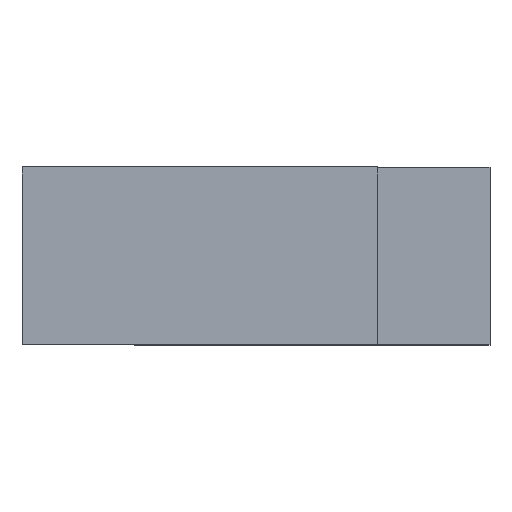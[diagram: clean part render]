
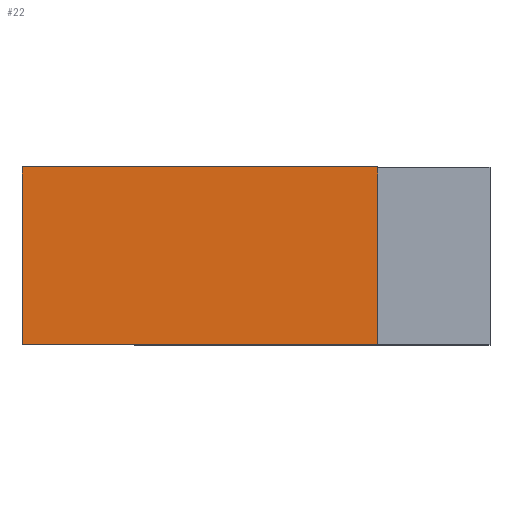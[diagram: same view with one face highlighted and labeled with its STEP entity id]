
A CAD part, top view. The second image highlights one B-rep face of the part: STEP entity #22.
In plain terms, the highlighted planar face has unit normal (0, 0, 1).
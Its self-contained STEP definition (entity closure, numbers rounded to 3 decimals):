
#4 = VERTEX_POINT ( 'NONE', #58 ) ;
#6 = ORIENTED_EDGE ( 'NONE', *, *, #386, .T. ) ;
#7 = VERTEX_POINT ( 'NONE', #59 ) ;
#8 = EDGE_LOOP ( 'NONE', ( #167, #394, #6, #19 ) ) ;
#17 = EDGE_CURVE ( 'NONE', #7, #390, #99, .T. ) ;
#19 = ORIENTED_EDGE ( 'NONE', *, *, #393, .T. ) ;
#22 = ADVANCED_FACE ( 'NONE', ( #108 ), #109, .F. ) ;
#46 = CARTESIAN_POINT ( 'NONE',  ( 0., 0., 10. ) ) ;
#58 = CARTESIAN_POINT ( 'NONE',  ( 100., 0., 10. ) ) ;
#59 = CARTESIAN_POINT ( 'NONE',  ( 0., 50., 10. ) ) ;
#60 = LINE ( 'NONE', #61, #62 ) ;
#61 = CARTESIAN_POINT ( 'NONE',  ( 0., 50., 10. ) ) ;
#62 = VECTOR ( 'NONE', #63, 1000. ) ;
#63 = DIRECTION ( 'NONE',  ( -1., 0., 0. ) ) ;
#81 = LINE ( 'NONE', #82, #83 ) ;
#82 = CARTESIAN_POINT ( 'NONE',  ( 0., 0., 10. ) ) ;
#83 = VECTOR ( 'NONE', #84, 1000. ) ;
#84 = DIRECTION ( 'NONE',  ( 1., 0., 0. ) ) ;
#99 = LINE ( 'NONE', #100, #101 ) ;
#100 = CARTESIAN_POINT ( 'NONE',  ( 0., 0., 10. ) ) ;
#101 = VECTOR ( 'NONE', #102, 1000. ) ;
#102 = DIRECTION ( 'NONE',  ( 0., -1., 0. ) ) ;
#107 = CARTESIAN_POINT ( 'NONE',  ( 100., 50., 10. ) ) ;
#108 = FACE_OUTER_BOUND ( 'NONE', #8, .T. ) ;
#109 = PLANE ( 'NONE',  #110 ) ;
#110 = AXIS2_PLACEMENT_3D ( 'NONE', #111, #112, #113 ) ;
#111 = CARTESIAN_POINT ( 'NONE',  ( 0., 50., 10. ) ) ;
#112 = DIRECTION ( 'NONE',  ( 0., 0., -1. ) ) ;
#113 = DIRECTION ( 'NONE',  ( -1., 0., 0. ) ) ;
#125 = LINE ( 'NONE', #126, #127 ) ;
#126 = CARTESIAN_POINT ( 'NONE',  ( 100., 0., 10. ) ) ;
#127 = VECTOR ( 'NONE', #128, 1000. ) ;
#128 = DIRECTION ( 'NONE',  ( 0., 1., 0. ) ) ;
#167 = ORIENTED_EDGE ( 'NONE', *, *, #17, .T. ) ;
#216 = EDGE_CURVE ( 'NONE', #390, #4, #81, .T. ) ;
#317 = VERTEX_POINT ( 'NONE', #107 ) ;
#386 = EDGE_CURVE ( 'NONE', #4, #317, #125, .T. ) ;
#390 = VERTEX_POINT ( 'NONE', #46 ) ;
#393 = EDGE_CURVE ( 'NONE', #317, #7, #60, .T. ) ;
#394 = ORIENTED_EDGE ( 'NONE', *, *, #216, .T. ) ;
